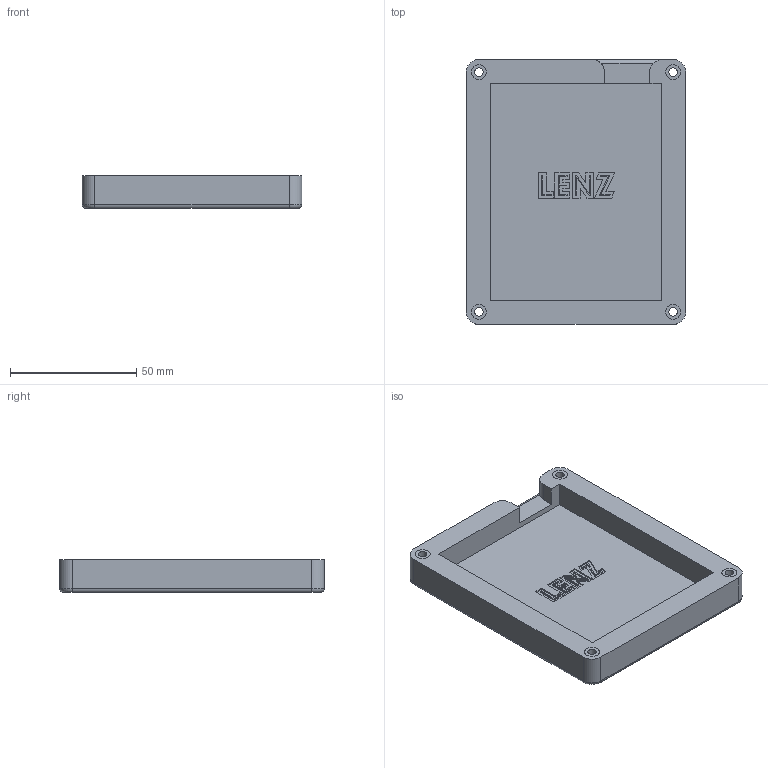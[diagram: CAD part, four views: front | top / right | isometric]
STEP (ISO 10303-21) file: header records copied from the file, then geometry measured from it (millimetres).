
FILE_DESCRIPTION(/* description */ (''),/* implementation_level */ '2;1');
FILE_NAME(/* name */ 'Entire macropad.step',/* time_stamp */ '2025-12-16T15:58:21+01:00',/* author */ (''),/* organization */ (''),/* preprocessor_version */ 'ST-DEVELOPER v20.1',/* originating_system */ 'Autodesk Translation Framework v14.21.0.0',/* authorisation */ '');
FILE_SCHEMA (('AUTOMOTIVE_DESIGN { 1 0 10303 214 3 1 1 }'));
Length unit declared in the file: millimetre
Products named in the file (2): 2025-12-08-11-00-50-917; 2025-12-08-17-06-41-484
Assembly tree (1 placements, depth 2):
  2025-12-08-11-00-50-917
    2025-12-08-17-06-41-484
Bounding box: 87 x 105 x 13 mm (x, y, z)
Volume: 57634 mm3; surface area: 27996.8 mm2
Topology: 5 solids, 5 shells, 129 faces, 325 edges, 214 vertices
Faces by surface type: plane 102, cylinder 23, torus 4
Full cylindrical faces by diameter (mm): 3.4 x4, 6 x8
Entity records: 3921 total; most frequent: CARTESIAN_POINT 685, ORIENTED_EDGE 650, DIRECTION 635, EDGE_CURVE 325, LINE 275, VECTOR 275, VERTEX_POINT 214, AXIS2_PLACEMENT_3D 180
